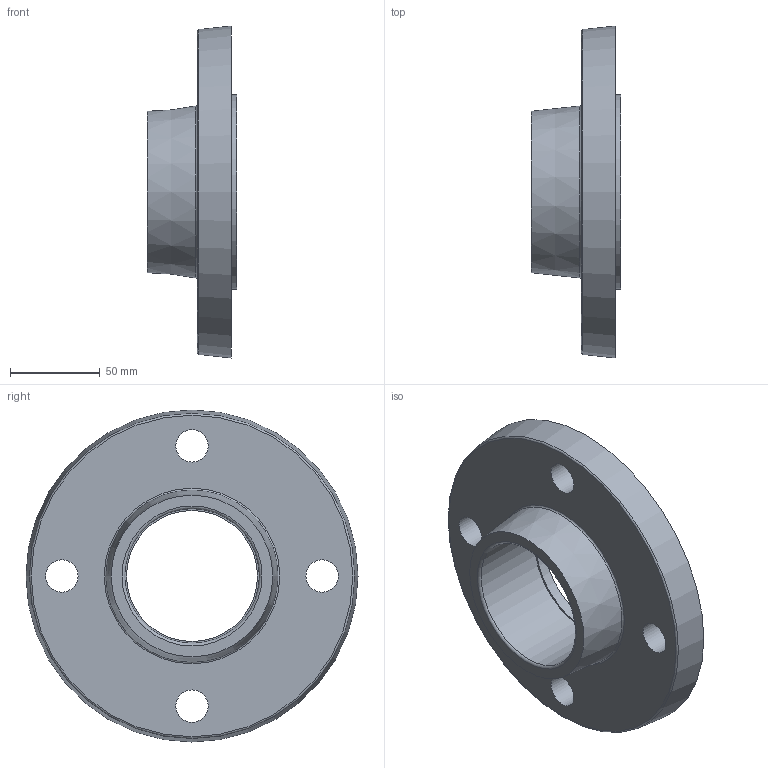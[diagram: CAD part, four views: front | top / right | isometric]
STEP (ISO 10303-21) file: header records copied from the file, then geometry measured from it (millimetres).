
FILE_DESCRIPTION(/* description */ (''),/* implementation_level */ '2;1');
FILE_NAME(/* name */ 'FF000750.stp',/* time_stamp */ '2016-10-25T10:05:40+02:00',/* author */ ('Gabriele'),/* organization */ (''),/* preprocessor_version */ 'ST-DEVELOPER v16.5',/* originating_system */ 'Autodesk Inventor 2017',/* authorisation */ '');
FILE_SCHEMA (('AUTOMOTIVE_DESIGN { 1 0 10303 214 3 1 1 }'));
Length unit declared in the file: millimetre
Products named in the file (1): FF000750
Bounding box: 50 x 185 x 185 mm (x, y, z)
Volume: 411876.4 mm3; surface area: 94066.4 mm2
Topology: 1 solids, 1 shells, 385 faces, 799 edges, 441 vertices
Faces by surface type: torus 151, cylinder 141, sphere 48, plane 43, cone 2
Full cylindrical faces by diameter (mm): 18 x4, 73 x1, 75 x1, 78.071 x1, 83.143 x1, 88.214 x1, 93.286 x1, 98.357 x1, 103.429 x1, 108.5 x1
Entity records: 10428 total; most frequent: DIRECTION 2078, CARTESIAN_POINT 2012, ORIENTED_EDGE 1546, AXIS2_PLACEMENT_3D 951, EDGE_CURVE 773, CIRCLE 565, EDGE_LOOP 442, VERTEX_POINT 437
